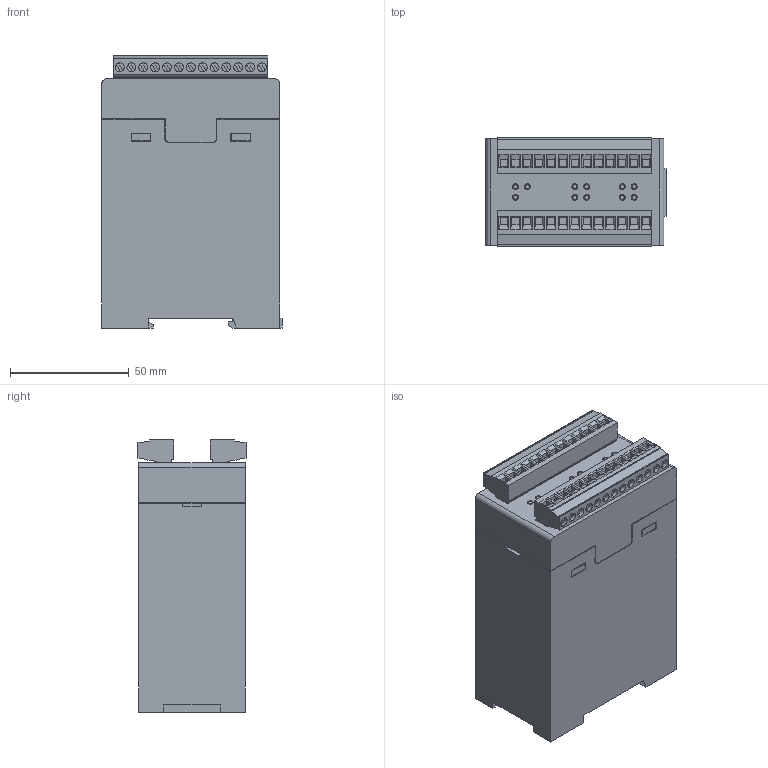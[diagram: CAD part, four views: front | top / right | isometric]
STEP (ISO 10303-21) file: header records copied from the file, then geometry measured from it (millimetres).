
FILE_DESCRIPTION (( 'STEP AP214' ), '1' );
FILE_NAME ('NC15-NC20-NC21_rev0.STEP', '2021-12-29T15:31:00', ( '' ), ( '' ), 'SwSTEP 2.0', 'SolidWorks 2021', '' );
FILE_SCHEMA (( 'AUTOMOTIVE_DESIGN' ));
Length unit declared in the file: millimetre
Products named in the file (1): NC15-NC20-NC21_rev0
Bounding box: 76 x 45.58 x 114.7 mm (x, y, z)
Volume: 359136.5 mm3; surface area: 40313.1 mm2
Topology: 1 solids, 1 shells, 658 faces, 1685 edges, 1104 vertices
Faces by surface type: plane 552, cylinder 84, bspline 22
Entity records: 27277 total; most frequent: CARTESIAN_POINT 3778, ORIENTED_EDGE 3370, DIRECTION 3297, EDGE_CURVE 1685, LINE 1347, VECTOR 1347, VERTEX_POINT 1104, AXIS2_PLACEMENT_3D 975
